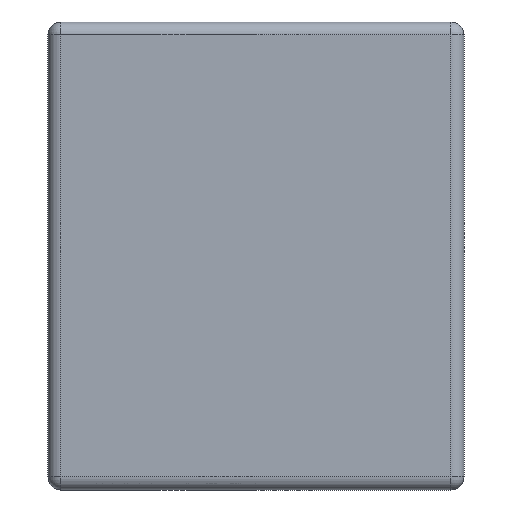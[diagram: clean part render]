
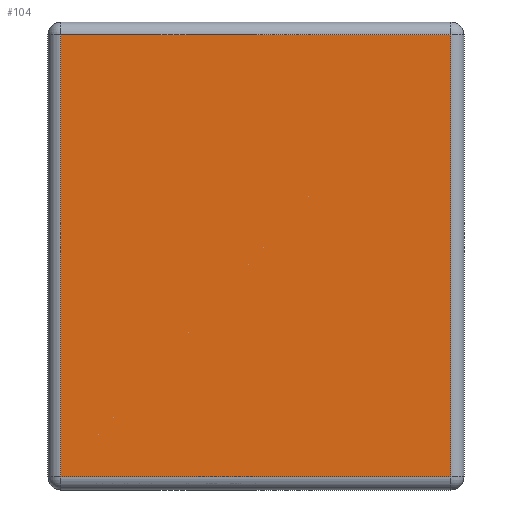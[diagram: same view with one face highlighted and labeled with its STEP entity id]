
A CAD part, left-side view. The second image highlights one B-rep face of the part: STEP entity #104.
In plain terms, the highlighted planar face has unit normal (-1, 0, 0).
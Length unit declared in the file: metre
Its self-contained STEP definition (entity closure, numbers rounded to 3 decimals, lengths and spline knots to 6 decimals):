
#104 = ADVANCED_FACE( '', ( #233 ), #234, .F. );
#233 = FACE_OUTER_BOUND( '', #388, .T. );
#234 = PLANE( '', #389 );
#388 = EDGE_LOOP( '', ( #584, #585, #586, #587 ) );
#389 = AXIS2_PLACEMENT_3D( '', #588, #589, #590 );
#584 = ORIENTED_EDGE( '', *, *, #919, .T. );
#585 = ORIENTED_EDGE( '', *, *, #897, .T. );
#586 = ORIENTED_EDGE( '', *, *, #920, .T. );
#587 = ORIENTED_EDGE( '', *, *, #921, .T. );
#588 = CARTESIAN_POINT( '', ( -0.0008, -0.0004, 0.00045 ) );
#589 = DIRECTION( '', ( 1., 0., 0. ) );
#590 = DIRECTION( '', ( 0., 0., -1. ) );
#897 = EDGE_CURVE( '', #1033, #1059, #1061, .T. );
#919 = EDGE_CURVE( '', #1094, #1033, #1095, .T. );
#920 = EDGE_CURVE( '', #1059, #1096, #1097, .F. );
#921 = EDGE_CURVE( '', #1096, #1094, #1098, .F. );
#1033 = VERTEX_POINT( '', #1238 );
#1059 = VERTEX_POINT( '', #1271 );
#1061 = LINE( '', #1273, #1274 );
#1094 = VERTEX_POINT( '', #1313 );
#1095 = LINE( '', #1314, #1315 );
#1096 = VERTEX_POINT( '', #1316 );
#1097 = LINE( '', #1317, #1318 );
#1098 = LINE( '', #1319, #1320 );
#1238 = CARTESIAN_POINT( '', ( -0.0008, 0.000375, 0.000875 ) );
#1271 = CARTESIAN_POINT( '', ( -0.0008, 0.000375, 0.000025 ) );
#1273 = CARTESIAN_POINT( '', ( -0.0008, 0.000375, 0.00045 ) );
#1274 = VECTOR( '', #1504, 1. );
#1313 = CARTESIAN_POINT( '', ( -0.0008, -0.000375, 0.000875 ) );
#1314 = CARTESIAN_POINT( '', ( -0.0008, -0.0004, 0.000875 ) );
#1315 = VECTOR( '', #1538, 1. );
#1316 = CARTESIAN_POINT( '', ( -0.0008, -0.000375, 0.000025 ) );
#1317 = CARTESIAN_POINT( '', ( -0.0008, -0.0004, 0.000025 ) );
#1318 = VECTOR( '', #1539, 1. );
#1319 = CARTESIAN_POINT( '', ( -0.0008, -0.000375, 0.0009 ) );
#1320 = VECTOR( '', #1540, 1. );
#1504 = DIRECTION( '', ( 0., 0., -1. ) );
#1538 = DIRECTION( '', ( 0., 1., 0. ) );
#1539 = DIRECTION( '', ( 0., 1., 0. ) );
#1540 = DIRECTION( '', ( 0., 0., -1. ) );
